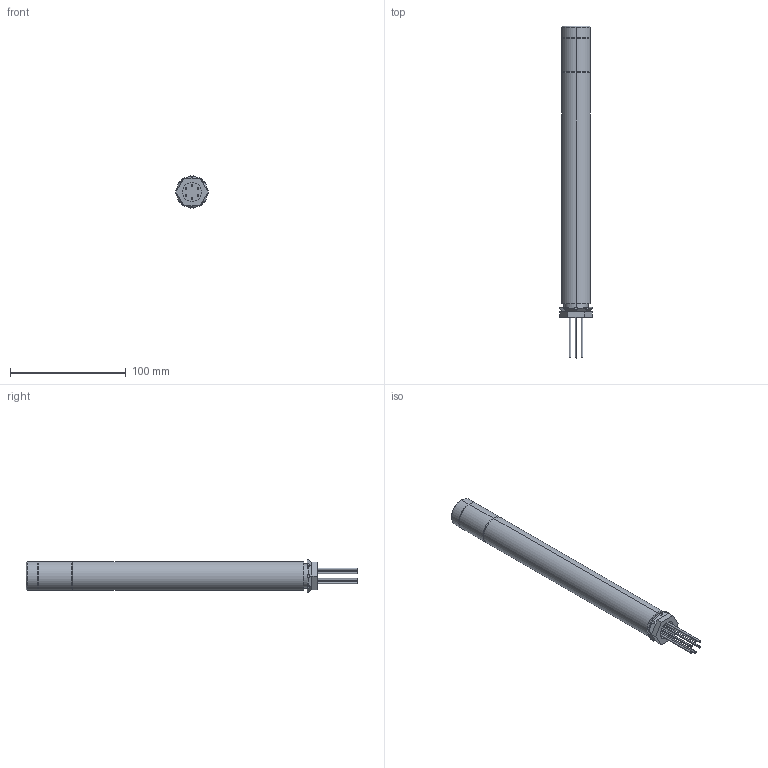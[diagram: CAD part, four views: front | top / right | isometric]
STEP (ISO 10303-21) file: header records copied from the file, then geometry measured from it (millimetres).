
FILE_DESCRIPTION (( 'STEP AP214' ), '1' );
FILE_NAME ('ME-102A-R.step', '2016-10-25T14:45:19', ( '' ), ( '' ), 'SwSTEP 2.0', 'SolidWorks 2016', '' );
FILE_SCHEMA (( 'AUTOMOTIVE_DESIGN' ));
Length unit declared in the file: millimetre
Products named in the file (1): ME-102A-R
Bounding box: 27.89 x 287 x 27.89 mm (x, y, z)
Volume: 112181.2 mm3; surface area: 31230.7 mm2
Topology: 12 solids, 12 shells, 132 faces, 286 edges, 183 vertices
Faces by surface type: plane 71, cylinder 47, torus 8, cone 6
Entity records: 3744 total; most frequent: CARTESIAN_POINT 656, DIRECTION 647, ORIENTED_EDGE 572, EDGE_CURVE 286, AXIS2_PLACEMENT_3D 246, VERTEX_POINT 183, LINE 155, VECTOR 155
